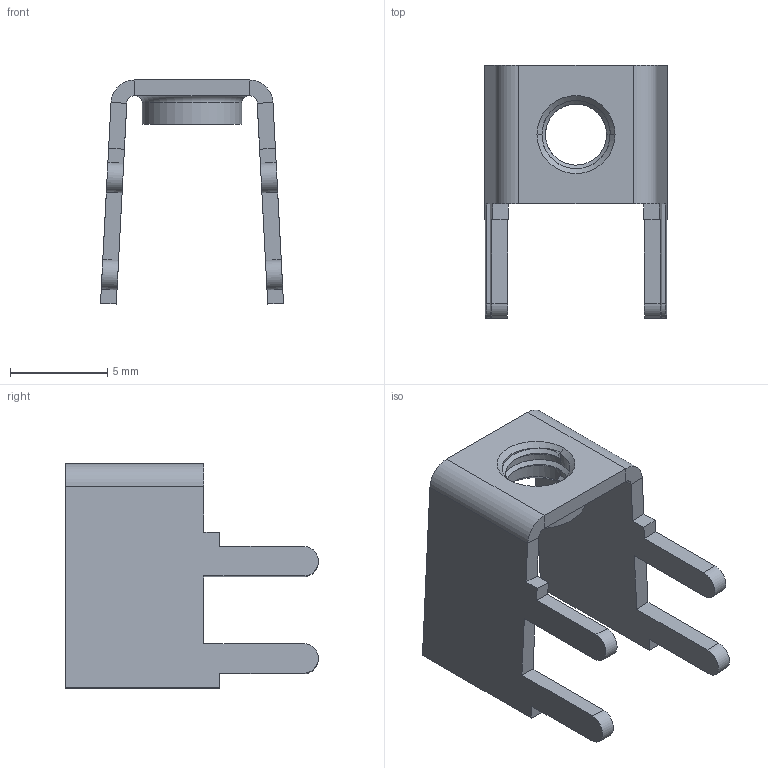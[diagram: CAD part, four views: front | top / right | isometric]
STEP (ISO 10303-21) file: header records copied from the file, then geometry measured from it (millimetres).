
FILE_DESCRIPTION (( 'STEP AP214' ), '1' );
FILE_NAME ('7781.STEP', '2008-03-03T20:10:46', ( 'Richard Maletta' ), ( '' ), 'SwSTEP 2.0', 'SolidWorks 2008', '' );
FILE_SCHEMA (( 'AUTOMOTIVE_DESIGN' ));
Length unit declared in the file: inch
Products named in the file (1): 7781
Bounding box: 9.41 x 13 x 11.52 mm (x, y, z)
Volume: 207 mm3; surface area: 609.7 mm2
Topology: 1 solids, 1 shells, 62 faces, 152 edges, 93 vertices
Faces by surface type: plane 37, cylinder 17, cone 4, torus 2, bspline 2
Entity records: 2069 total; most frequent: CARTESIAN_POINT 481, ORIENTED_EDGE 304, DIRECTION 296, EDGE_CURVE 152, VECTOR 108, LINE 108, AXIS2_PLACEMENT_3D 94, VERTEX_POINT 93
